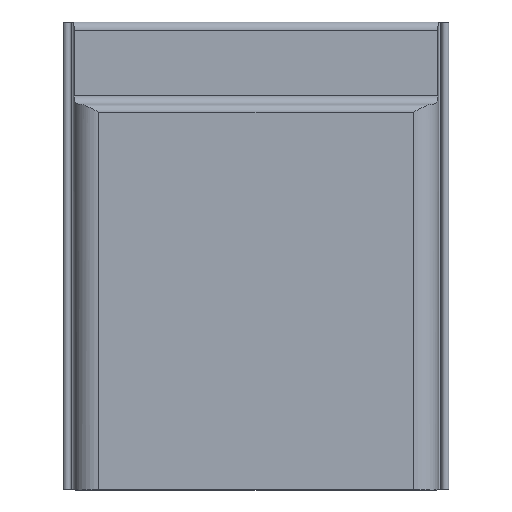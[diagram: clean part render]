
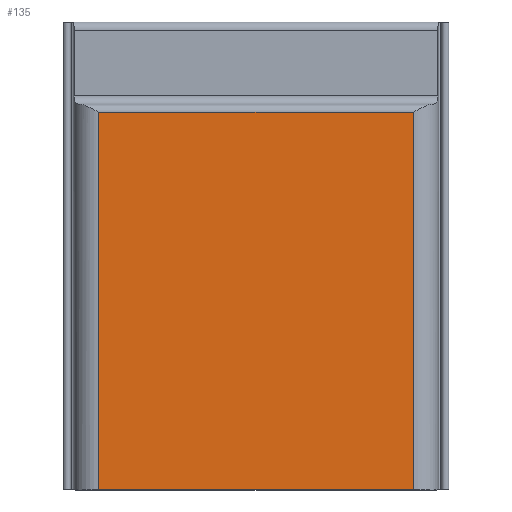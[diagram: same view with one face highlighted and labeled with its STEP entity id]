
A CAD part, top view. The second image highlights one B-rep face of the part: STEP entity #135.
In plain terms, the highlighted planar face has unit normal (0, 0, 1).
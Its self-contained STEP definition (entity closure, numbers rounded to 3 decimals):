
#28 = ORIENTED_EDGE ( 'NONE', *, *, #930, .T. ) ;
#38 = CARTESIAN_POINT ( 'NONE',  ( -12.45, -18.5, 4.4 ) ) ;
#86 = FACE_OUTER_BOUND ( 'NONE', #298, .T. ) ;
#111 = VECTOR ( 'NONE', #320, 1000. ) ;
#127 = CARTESIAN_POINT ( 'NONE',  ( 12.45, 18.5, 4.4 ) ) ;
#135 = ADVANCED_FACE ( 'NONE', ( #86 ), #892, .F. ) ;
#199 = DIRECTION ( 'NONE',  ( 0., -1., 0. ) ) ;
#201 = DIRECTION ( 'NONE',  ( 0., -1., 0. ) ) ;
#204 = CARTESIAN_POINT ( 'NONE',  ( 12.45, -18.5, 4.4 ) ) ;
#255 = LINE ( 'NONE', #38, #111 ) ;
#263 = VERTEX_POINT ( 'NONE', #308 ) ;
#274 = CARTESIAN_POINT ( 'NONE',  ( 15.251, 11.35, 4.4 ) ) ;
#298 = EDGE_LOOP ( 'NONE', ( #522, #28, #677, #723 ) ) ;
#308 = CARTESIAN_POINT ( 'NONE',  ( -12.45, 11.35, 4.4 ) ) ;
#320 = DIRECTION ( 'NONE',  ( 1., 0., 0. ) ) ;
#340 = CARTESIAN_POINT ( 'NONE',  ( 12.45, 11.35, 4.4 ) ) ;
#377 = CARTESIAN_POINT ( 'NONE',  ( -12.45, 18.5, 4.4 ) ) ;
#429 = LINE ( 'NONE', #274, #764 ) ;
#503 = VECTOR ( 'NONE', #201, 1000. ) ;
#513 = DIRECTION ( 'NONE',  ( 0., 0., -1. ) ) ;
#519 = EDGE_CURVE ( 'NONE', #573, #527, #255, .T. ) ;
#522 = ORIENTED_EDGE ( 'NONE', *, *, #862, .F. ) ;
#527 = VERTEX_POINT ( 'NONE', #204 ) ;
#538 = VERTEX_POINT ( 'NONE', #340 ) ;
#573 = VERTEX_POINT ( 'NONE', #786 ) ;
#575 = VECTOR ( 'NONE', #199, 1000. ) ;
#677 = ORIENTED_EDGE ( 'NONE', *, *, #829, .T. ) ;
#700 = CARTESIAN_POINT ( 'NONE',  ( -12.45, 18.5, 4.4 ) ) ;
#723 = ORIENTED_EDGE ( 'NONE', *, *, #519, .T. ) ;
#727 = DIRECTION ( 'NONE',  ( -1., 0., 0. ) ) ;
#764 = VECTOR ( 'NONE', #850, 1000. ) ;
#786 = CARTESIAN_POINT ( 'NONE',  ( -12.45, -18.5, 4.4 ) ) ;
#829 = EDGE_CURVE ( 'NONE', #263, #573, #897, .T. ) ;
#850 = DIRECTION ( 'NONE',  ( -1., 0., 0. ) ) ;
#859 = AXIS2_PLACEMENT_3D ( 'NONE', #377, #513, #727 ) ;
#862 = EDGE_CURVE ( 'NONE', #538, #527, #917, .T. ) ;
#892 = PLANE ( 'NONE',  #859 ) ;
#897 = LINE ( 'NONE', #700, #503 ) ;
#917 = LINE ( 'NONE', #127, #575 ) ;
#930 = EDGE_CURVE ( 'NONE', #538, #263, #429, .T. ) ;
